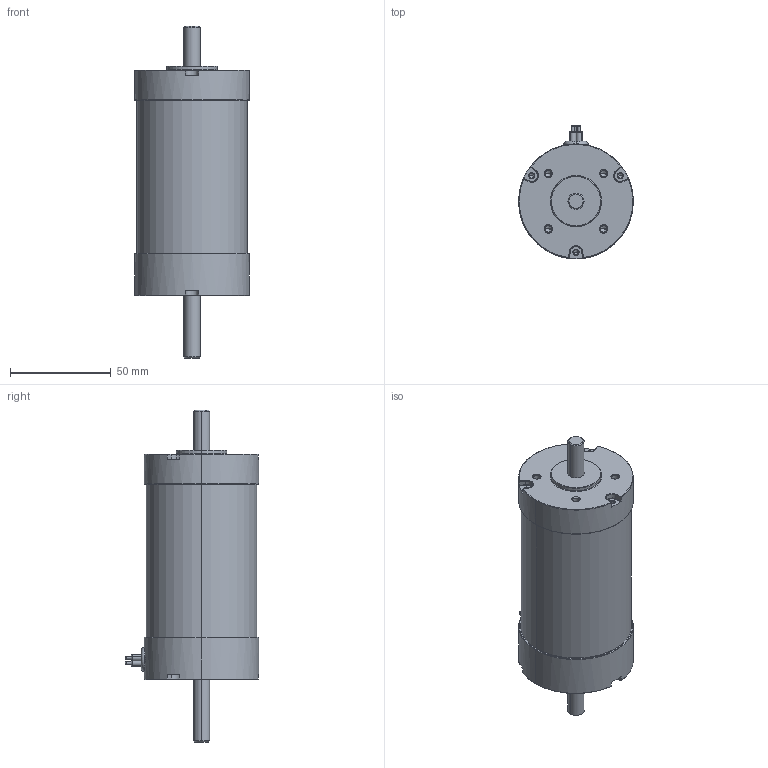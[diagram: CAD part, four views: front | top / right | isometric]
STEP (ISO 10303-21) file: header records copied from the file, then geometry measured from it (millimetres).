
FILE_DESCRIPTION (( 'STEP AP214' ), '1' );
FILE_NAME ('Spindle Motor.STEP', '2018-05-06T14:21:09', ( '' ), ( '' ), 'SwSTEP 2.0', 'SolidWorks 2017', '' );
FILE_SCHEMA (( 'AUTOMOTIVE_DESIGN' ));
Length unit declared in the file: millimetre
Products named in the file (1): Spindle Motor
Bounding box: 57 x 66.5 x 165 mm (x, y, z)
Volume: 274997.8 mm3; surface area: 27577.4 mm2
Topology: 1 solids, 1 shells, 200 faces, 449 edges, 253 vertices
Faces by surface type: cylinder 78, torus 46, cone 44, plane 32
Entity records: 7360 total; most frequent: CARTESIAN_POINT 1110, DIRECTION 1046, ORIENTED_EDGE 858, AXIS2_PLACEMENT_3D 442, EDGE_CURVE 429, VERTEX_POINT 253, CIRCLE 241, EDGE_LOOP 222
